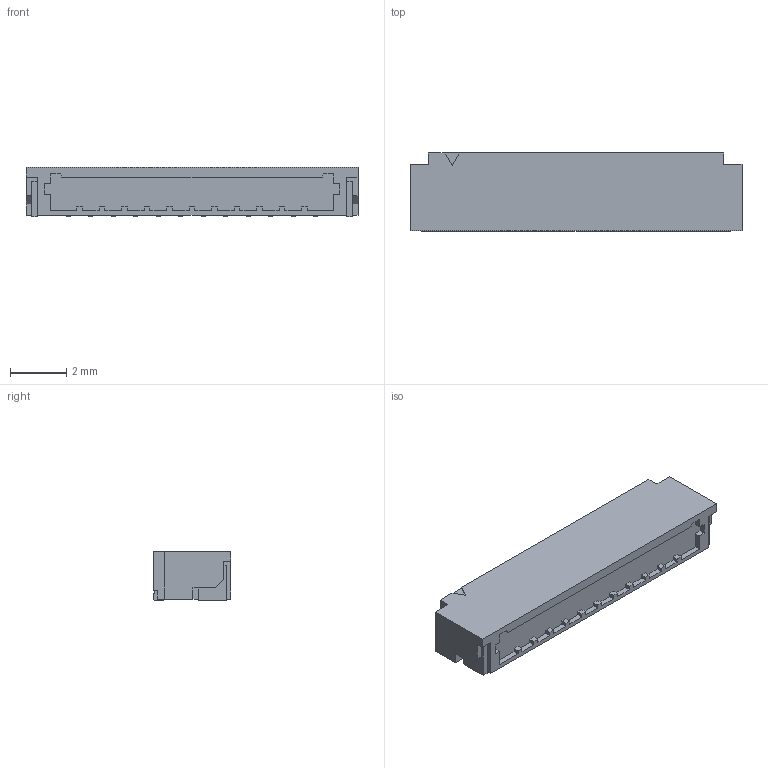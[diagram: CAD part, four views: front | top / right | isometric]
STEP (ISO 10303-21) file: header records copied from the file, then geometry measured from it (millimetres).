
FILE_DESCRIPTION(('CoCreate Modeling STEP Export'),'2;1');
FILE_NAME('DF52-12S-0.8H.stp','2014-11-27T18:07:35',(''),(''),'CoCreate Modeling STEP processor for AP214 (Solid Model)','CoCreate Modeling 17.0 01-Apr-2010 (C) Parametric Technology GmbH','');
FILE_SCHEMA(('AUTOMOTIVE_DESIGN { 1 0 10303 214 1 1 1 1 }'));
Length unit declared in the file: millimetre
Products named in the file (1): DF52-12S-0.8H
Bounding box: 11.8 x 2.77 x 1.75 mm (x, y, z)
Volume: 51 mm3; surface area: 124.6 mm2
Topology: 1 solids, 1 shells, 242 faces, 717 edges, 478 vertices
Faces by surface type: plane 228, cylinder 14
Entity records: 7871 total; most frequent: ORIENTED_EDGE 1434, CARTESIAN_POINT 1415, DIRECTION 1200, EDGE_CURVE 717, VECTOR 674, LINE 674, VERTEX_POINT 478, AXIS2_PLACEMENT_3D 263
